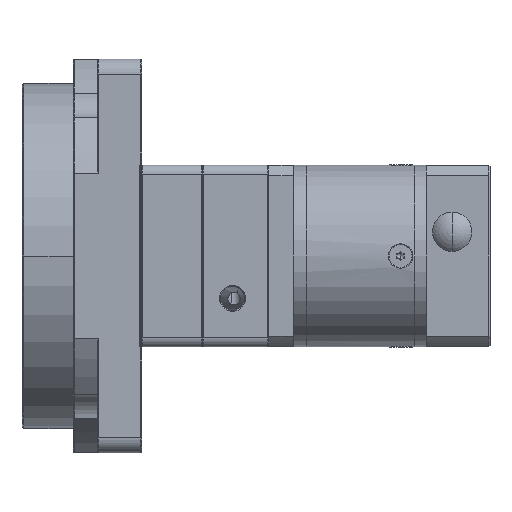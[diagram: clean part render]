
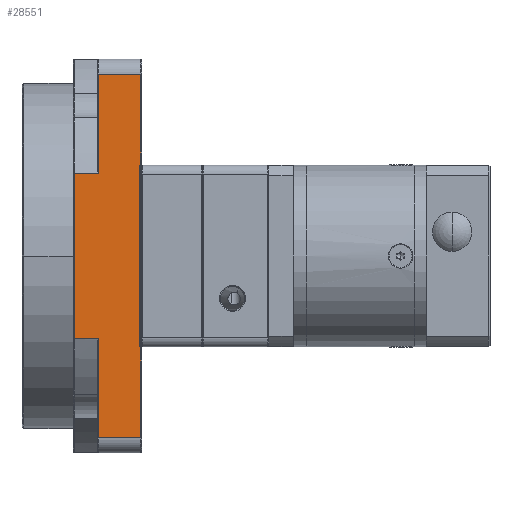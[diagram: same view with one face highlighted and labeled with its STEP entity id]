
A CAD part, left-side view. The second image highlights one B-rep face of the part: STEP entity #28551.
In plain terms, the highlighted planar face has unit normal (-1, 0, 0).
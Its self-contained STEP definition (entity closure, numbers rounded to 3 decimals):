
#493 = CARTESIAN_POINT ( 'NONE',  ( -58.56, -60., -0.25 ) ) ;
#559 = EDGE_CURVE ( 'NONE', #37692, #24794, #4112, .T. ) ;
#745 = ORIENTED_EDGE ( 'NONE', *, *, #36757, .F. ) ;
#1561 = CARTESIAN_POINT ( 'NONE',  ( -58.56, 30., -13.75 ) ) ;
#1829 = VERTEX_POINT ( 'NONE', #11936 ) ;
#2089 = EDGE_CURVE ( 'NONE', #7113, #12619, #43116, .T. ) ;
#2119 = CARTESIAN_POINT ( 'NONE',  ( -58.56, 65., -14.5 ) ) ;
#2560 = VERTEX_POINT ( 'NONE', #41006 ) ;
#2889 = LINE ( 'NONE', #37110, #20516 ) ;
#3076 = CARTESIAN_POINT ( 'NONE',  ( -58.56, -27.299, 7.75 ) ) ;
#3120 = VERTEX_POINT ( 'NONE', #16279 ) ;
#4112 = LINE ( 'NONE', #4525, #42627 ) ;
#4203 = DIRECTION ( 'NONE',  ( 0., -1., 0. ) ) ;
#4207 = VECTOR ( 'NONE', #20437, 1000. ) ;
#4525 = CARTESIAN_POINT ( 'NONE',  ( -58.56, -60., -14.25 ) ) ;
#5203 = LINE ( 'NONE', #28524, #38030 ) ;
#5579 = DIRECTION ( 'NONE',  ( 0., 1., 0. ) ) ;
#5778 = CARTESIAN_POINT ( 'NONE',  ( -58.56, 30., -14.25 ) ) ;
#6714 = LINE ( 'NONE', #23071, #4207 ) ;
#6732 = DIRECTION ( 'NONE',  ( 0., 1., 0. ) ) ;
#6993 = EDGE_LOOP ( 'NONE', ( #41264, #28969, #24128, #21546, #40874, #10385, #29256, #17815, #34130, #34115, #745, #9356 ) ) ;
#7113 = VERTEX_POINT ( 'NONE', #9796 ) ;
#7588 = AXIS2_PLACEMENT_3D ( 'NONE', #2119, #24771, #11704 ) ;
#7919 = VERTEX_POINT ( 'NONE', #12529 ) ;
#9356 = ORIENTED_EDGE ( 'NONE', *, *, #38663, .T. ) ;
#9796 = CARTESIAN_POINT ( 'NONE',  ( -58.56, 30., -14.25 ) ) ;
#10098 = CARTESIAN_POINT ( 'NONE',  ( -58.56, -30., -14.25 ) ) ;
#10325 = VERTEX_POINT ( 'NONE', #12175 ) ;
#10385 = ORIENTED_EDGE ( 'NONE', *, *, #37650, .F. ) ;
#10399 = EDGE_CURVE ( 'NONE', #2560, #37025, #6714, .T. ) ;
#11469 = EDGE_CURVE ( 'NONE', #3120, #37025, #16527, .T. ) ;
#11646 = CARTESIAN_POINT ( 'NONE',  ( -58.56, -30., -13.75 ) ) ;
#11656 = DIRECTION ( 'NONE',  ( 0., 1., 0. ) ) ;
#11704 = DIRECTION ( 'NONE',  ( 0., 0., 1. ) ) ;
#11936 = CARTESIAN_POINT ( 'NONE',  ( -58.56, 60., -14.25 ) ) ;
#12175 = CARTESIAN_POINT ( 'NONE',  ( -58.56, 27.299, -0.25 ) ) ;
#12248 = CARTESIAN_POINT ( 'NONE',  ( -58.56, 30., -13.75 ) ) ;
#12529 = CARTESIAN_POINT ( 'NONE',  ( -58.56, 60., -0.25 ) ) ;
#12619 = VERTEX_POINT ( 'NONE', #12248 ) ;
#12719 = LINE ( 'NONE', #39329, #17595 ) ;
#15232 = VERTEX_POINT ( 'NONE', #33523 ) ;
#15247 = VECTOR ( 'NONE', #29839, 1000. ) ;
#16279 = CARTESIAN_POINT ( 'NONE',  ( -58.56, -27.299, -0.25 ) ) ;
#16527 = LINE ( 'NONE', #19157, #15247 ) ;
#17386 = DIRECTION ( 'NONE',  ( 0., 1., 0. ) ) ;
#17595 = VECTOR ( 'NONE', #23384, 1000. ) ;
#17690 = VECTOR ( 'NONE', #11656, 1000. ) ;
#17815 = ORIENTED_EDGE ( 'NONE', *, *, #41864, .T. ) ;
#18712 = DIRECTION ( 'NONE',  ( 0., 0., -1. ) ) ;
#19075 = VECTOR ( 'NONE', #6732, 1000. ) ;
#19157 = CARTESIAN_POINT ( 'NONE',  ( -58.56, -27.299, -0.25 ) ) ;
#19878 = EDGE_CURVE ( 'NONE', #7919, #1829, #5203, .T. ) ;
#20437 = DIRECTION ( 'NONE',  ( 0., -1., 0. ) ) ;
#20516 = VECTOR ( 'NONE', #23362, 1000. ) ;
#21546 = ORIENTED_EDGE ( 'NONE', *, *, #21875, .T. ) ;
#21875 = EDGE_CURVE ( 'NONE', #10325, #7919, #35659, .T. ) ;
#22335 = LINE ( 'NONE', #5778, #17690 ) ;
#23071 = CARTESIAN_POINT ( 'NONE',  ( -58.56, 27.299, 7.75 ) ) ;
#23362 = DIRECTION ( 'NONE',  ( 0., 0., -1. ) ) ;
#23384 = DIRECTION ( 'NONE',  ( 0., 0., -1. ) ) ;
#24128 = ORIENTED_EDGE ( 'NONE', *, *, #31554, .T. ) ;
#24239 = LINE ( 'NONE', #1561, #38046 ) ;
#24771 = DIRECTION ( 'NONE',  ( -1., 0., 0. ) ) ;
#24794 = VERTEX_POINT ( 'NONE', #10098 ) ;
#25158 = DIRECTION ( 'NONE',  ( 0., 0., -1. ) ) ;
#25388 = CARTESIAN_POINT ( 'NONE',  ( -58.56, -60., -14.25 ) ) ;
#25893 = EDGE_CURVE ( 'NONE', #15232, #24794, #41958, .T. ) ;
#26535 = CARTESIAN_POINT ( 'NONE',  ( -58.56, 30., -14.25 ) ) ;
#27313 = VERTEX_POINT ( 'NONE', #493 ) ;
#28304 = VECTOR ( 'NONE', #5579, 1000. ) ;
#28524 = CARTESIAN_POINT ( 'NONE',  ( -58.56, 60., -0.25 ) ) ;
#28551 = ADVANCED_FACE ( 'NONE', ( #28937 ), #28711, .T. ) ;
#28711 = PLANE ( 'NONE',  #7588 ) ;
#28937 = FACE_OUTER_BOUND ( 'NONE', #6993, .T. ) ;
#28969 = ORIENTED_EDGE ( 'NONE', *, *, #10399, .F. ) ;
#29256 = ORIENTED_EDGE ( 'NONE', *, *, #2089, .T. ) ;
#29839 = DIRECTION ( 'NONE',  ( 0., 0., 1. ) ) ;
#30024 = DIRECTION ( 'NONE',  ( 0., 0., 1. ) ) ;
#31554 = EDGE_CURVE ( 'NONE', #2560, #10325, #2889, .T. ) ;
#33523 = CARTESIAN_POINT ( 'NONE',  ( -58.56, -30., -13.75 ) ) ;
#33915 = VECTOR ( 'NONE', #30024, 1000. ) ;
#34115 = ORIENTED_EDGE ( 'NONE', *, *, #559, .F. ) ;
#34130 = ORIENTED_EDGE ( 'NONE', *, *, #25893, .T. ) ;
#35659 = LINE ( 'NONE', #36100, #28304 ) ;
#35921 = VECTOR ( 'NONE', #25158, 1000. ) ;
#36100 = CARTESIAN_POINT ( 'NONE',  ( -58.56, 27.299, -0.25 ) ) ;
#36618 = LINE ( 'NONE', #39878, #19075 ) ;
#36757 = EDGE_CURVE ( 'NONE', #27313, #37692, #12719, .T. ) ;
#37025 = VERTEX_POINT ( 'NONE', #3076 ) ;
#37110 = CARTESIAN_POINT ( 'NONE',  ( -58.56, 27.299, 7.75 ) ) ;
#37650 = EDGE_CURVE ( 'NONE', #7113, #1829, #22335, .T. ) ;
#37692 = VERTEX_POINT ( 'NONE', #25388 ) ;
#38030 = VECTOR ( 'NONE', #18712, 1000. ) ;
#38046 = VECTOR ( 'NONE', #4203, 1000. ) ;
#38663 = EDGE_CURVE ( 'NONE', #27313, #3120, #36618, .T. ) ;
#39329 = CARTESIAN_POINT ( 'NONE',  ( -58.56, -60., -0.25 ) ) ;
#39878 = CARTESIAN_POINT ( 'NONE',  ( -58.56, -60., -0.25 ) ) ;
#40874 = ORIENTED_EDGE ( 'NONE', *, *, #19878, .T. ) ;
#41006 = CARTESIAN_POINT ( 'NONE',  ( -58.56, 27.299, 7.75 ) ) ;
#41264 = ORIENTED_EDGE ( 'NONE', *, *, #11469, .T. ) ;
#41864 = EDGE_CURVE ( 'NONE', #12619, #15232, #24239, .T. ) ;
#41958 = LINE ( 'NONE', #11646, #35921 ) ;
#42627 = VECTOR ( 'NONE', #17386, 1000. ) ;
#43116 = LINE ( 'NONE', #26535, #33915 ) ;
